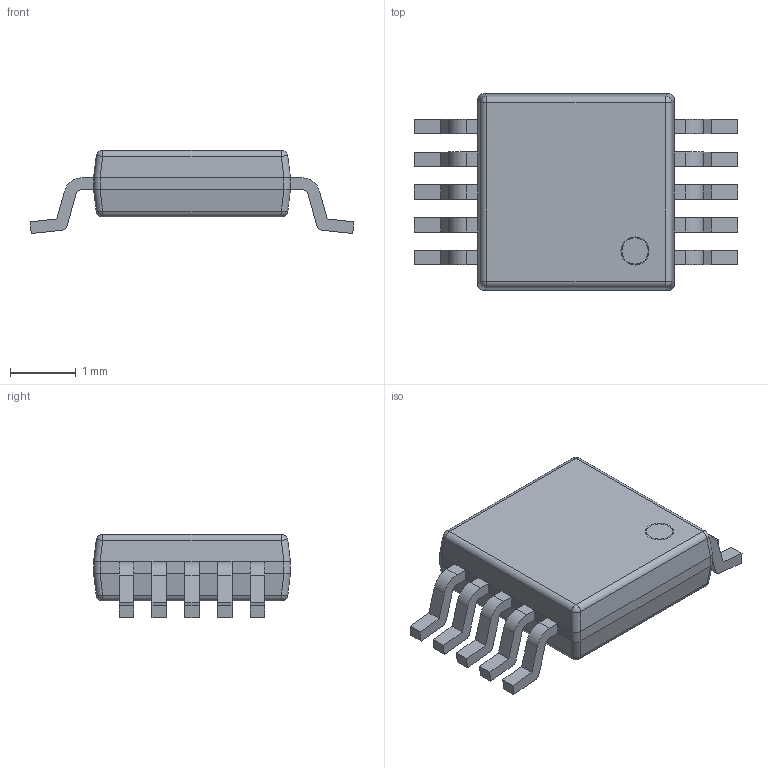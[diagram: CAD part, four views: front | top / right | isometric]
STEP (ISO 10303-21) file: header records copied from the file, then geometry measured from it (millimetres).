
FILE_DESCRIPTION(/* description */ (''),/* implementation_level */ '2;1');
FILE_NAME(/* name */ 'Analog Devices - TFSOP-10.step',/* time_stamp */ '2020-07-24T04:35:33+01:00',/* author */ (''),/* organization */ (''),/* preprocessor_version */ 'ST-DEVELOPER v18.1',/* originating_system */ 'Autodesk Translation Framework v9.3.0.1241',/* authorisation */ '');
FILE_SCHEMA (('AUTOMOTIVE_DESIGN { 1 0 10303 214 3 1 1 }'));
Length unit declared in the file: millimetre
Products named in the file (1): Analog Devices - TFSOP-10
Bounding box: 4.94 x 3 x 1.27 mm (x, y, z)
Volume: 9.4 mm3; surface area: 39 mm2
Topology: 1 solids, 1 shells, 175 faces, 461 edges, 290 vertices
Faces by surface type: plane 116, cylinder 50, sphere 8, torus 1
Entity records: 5499 total; most frequent: CARTESIAN_POINT 927, DIRECTION 924, ORIENTED_EDGE 922, EDGE_CURVE 461, LINE 350, VECTOR 350, VERTEX_POINT 290, AXIS2_PLACEMENT_3D 287
